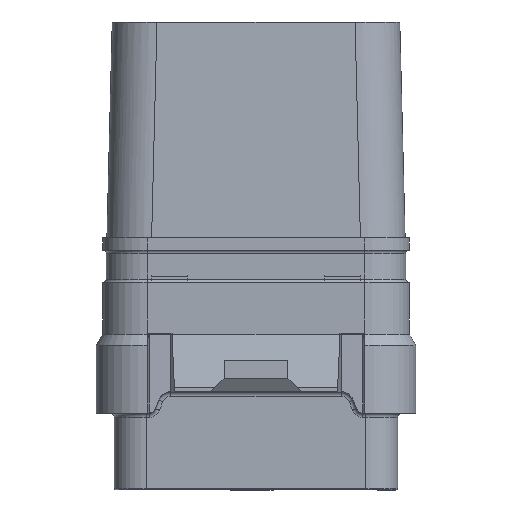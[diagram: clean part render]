
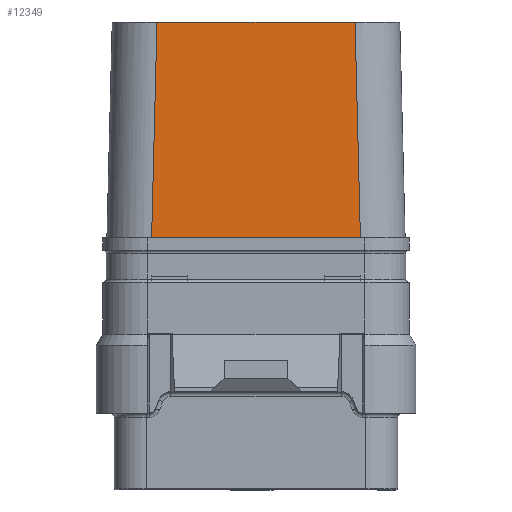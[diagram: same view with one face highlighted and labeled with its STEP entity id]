
A CAD part, front view. The second image highlights one B-rep face of the part: STEP entity #12349.
In plain terms, the highlighted planar face has unit normal (0, -1, 0.025).
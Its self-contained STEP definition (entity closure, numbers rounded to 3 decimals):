
#23=DIRECTION('',(1.,0.,0.));
#24=VECTOR('',#23,9.8);
#25=CARTESIAN_POINT('',(-4.9,-6.,0.));
#26=LINE('',#25,#24);
#144=DIRECTION('',(1.,0.,0.));
#145=VECTOR('',#144,9.3);
#146=CARTESIAN_POINT('',(-4.65,-5.75,10.12));
#147=LINE('',#146,#145);
#629=DIRECTION('',(0.025,0.025,0.999));
#630=VECTOR('',#629,10.126);
#631=CARTESIAN_POINT('',(-4.9,-6.,0.));
#632=LINE('',#631,#630);
#633=DIRECTION('',(-0.025,0.025,0.999));
#634=VECTOR('',#633,10.126);
#635=CARTESIAN_POINT('',(4.9,-6.,0.));
#636=LINE('',#635,#634);
#9515=CARTESIAN_POINT('',(-4.65,-5.75,10.12));
#9516=VERTEX_POINT('',#9515);
#9517=CARTESIAN_POINT('',(4.65,-5.75,10.12));
#9518=VERTEX_POINT('',#9517);
#9531=CARTESIAN_POINT('',(-4.9,-6.,0.));
#9532=VERTEX_POINT('',#9531);
#9533=CARTESIAN_POINT('',(4.9,-6.,0.));
#9534=VERTEX_POINT('',#9533);
#12337=CARTESIAN_POINT('',(0.,-5.875,5.06));
#12338=DIRECTION('',(0.,-1.,0.025));
#12339=DIRECTION('',(1.,0.,0.));
#12340=AXIS2_PLACEMENT_3D('',#12337,#12338,#12339);
#12341=PLANE('',#12340);
#12342=ORIENTED_EDGE('',*,*,#11768,.F.);
#12343=ORIENTED_EDGE('',*,*,#12332,.T.);
#12344=ORIENTED_EDGE('',*,*,#11984,.T.);
#12346=ORIENTED_EDGE('',*,*,#12345,.F.);
#12347=EDGE_LOOP('',(#12342,#12343,#12344,#12346));
#12348=FACE_OUTER_BOUND('',#12347,.F.);
#12349=ADVANCED_FACE('',(#12348),#12341,.T.);
#11768=EDGE_CURVE('',#9532,#9534,#26,.T.);
#11984=EDGE_CURVE('',#9516,#9518,#147,.T.);
#12332=EDGE_CURVE('',#9532,#9516,#632,.T.);
#12345=EDGE_CURVE('',#9534,#9518,#636,.T.);
